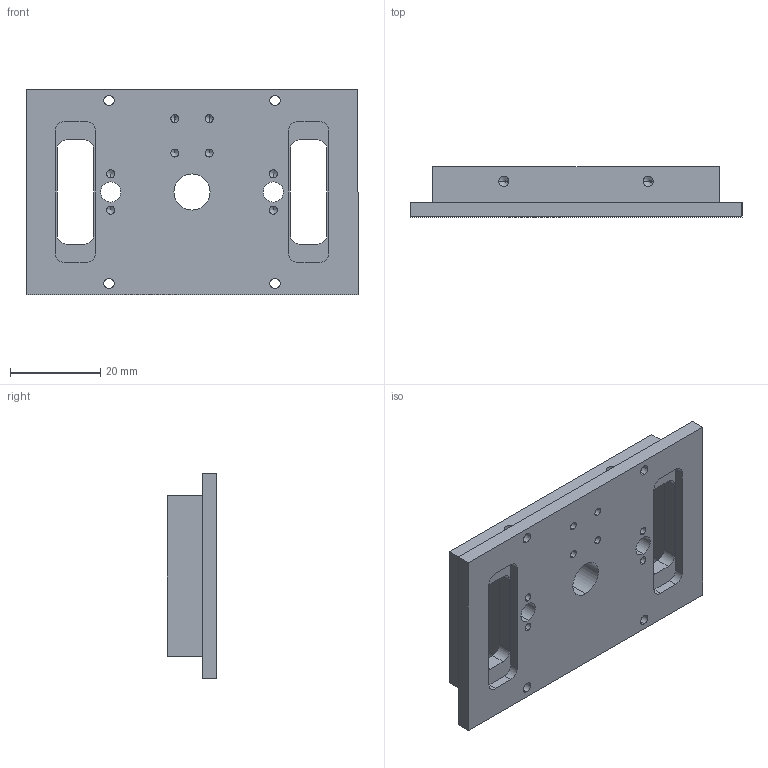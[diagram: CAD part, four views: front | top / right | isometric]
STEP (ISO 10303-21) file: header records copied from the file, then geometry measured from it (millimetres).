
FILE_DESCRIPTION (( 'STEP AP214' ), '1' );
FILE_NAME ('Lid_nopocket.STEP', '2023-08-04T18:17:25', ( '' ), ( '' ), 'SwSTEP 2.0', 'SolidWorks 2021', '' );
FILE_SCHEMA (( 'AUTOMOTIVE_DESIGN' ));
Length unit declared in the file: millimetre
Products named in the file (1): Lid_nopocket
Bounding box: 73.5 x 11 x 45.5 mm (x, y, z)
Volume: 21577.7 mm3; surface area: 10969.8 mm2
Topology: 1 solids, 1 shells, 149 faces, 390 edges, 230 vertices
Faces by surface type: cylinder 74, plane 39, cone 36
Entity records: 4798 total; most frequent: DIRECTION 802, CARTESIAN_POINT 734, ORIENTED_EDGE 708, EDGE_CURVE 354, AXIS2_PLACEMENT_3D 298, VERTEX_POINT 230, VECTOR 206, LINE 206
